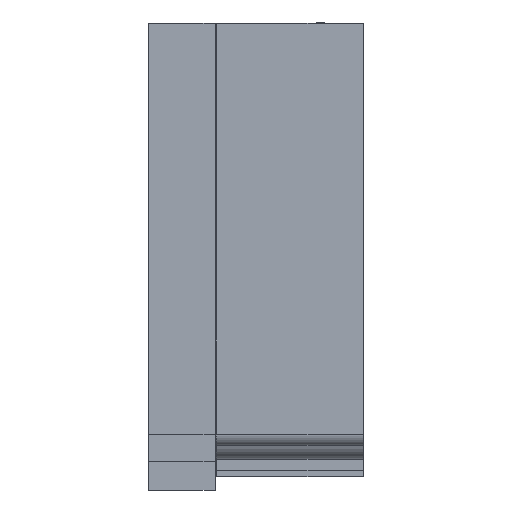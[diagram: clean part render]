
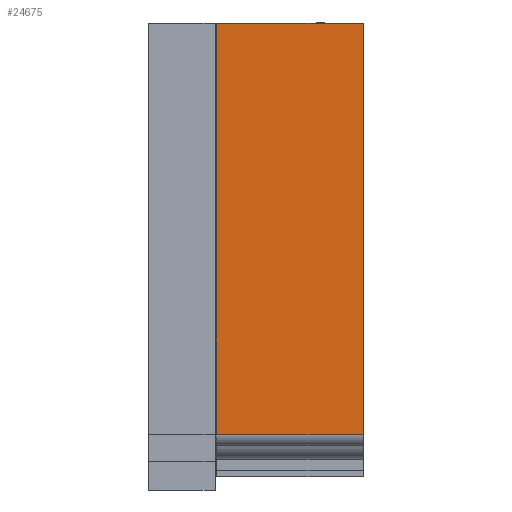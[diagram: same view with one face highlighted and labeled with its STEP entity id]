
A CAD part, front view. The second image highlights one B-rep face of the part: STEP entity #24675.
In plain terms, the highlighted planar face has unit normal (0, -1, 0).
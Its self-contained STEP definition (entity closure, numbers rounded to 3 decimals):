
#695 = VECTOR ( 'NONE', #3487, 1000. ) ;
#1143 = LINE ( 'NONE', #3486, #695 ) ;
#1983 = VECTOR ( 'NONE', #22706, 1000. ) ;
#3486 = CARTESIAN_POINT ( 'NONE',  ( 0., -47.443, 31.315 ) ) ;
#3487 = DIRECTION ( 'NONE',  ( 0., 0., -1. ) ) ;
#7954 = FACE_OUTER_BOUND ( 'NONE', #19414, .T. ) ;
#9482 = PLANE ( 'NONE',  #9825 ) ;
#9483 = CARTESIAN_POINT ( 'NONE',  ( 26.06, -47.443, 31.315 ) ) ;
#9484 = DIRECTION ( 'NONE',  ( 0., 1., 0. ) ) ;
#9485 = DIRECTION ( 'NONE',  ( 0., 0., 1. ) ) ;
#9825 = AXIS2_PLACEMENT_3D ( 'NONE', #9483, #9484, #9485 ) ;
#15766 = CARTESIAN_POINT ( 'NONE',  ( 0., -47.443, -41.584 ) ) ;
#15781 = CARTESIAN_POINT ( 'NONE',  ( 0., -47.443, 31.315 ) ) ;
#15916 = CARTESIAN_POINT ( 'NONE',  ( 26.06, -47.443, 31.315 ) ) ;
#15923 = CARTESIAN_POINT ( 'NONE',  ( 26.06, -47.443, -41.584 ) ) ;
#16575 = EDGE_CURVE ( 'NONE', #30152, #30159, #30248, .T. ) ;
#18195 = EDGE_CURVE ( 'NONE', #30152, #30017, #30463, .T. ) ;
#18196 = EDGE_CURVE ( 'NONE', #30159, #30002, #30464, .T. ) ;
#19093 = ORIENTED_EDGE ( 'NONE', *, *, #16575, .F. ) ;
#19096 = ORIENTED_EDGE ( 'NONE', *, *, #20564, .T. ) ;
#19097 = ORIENTED_EDGE ( 'NONE', *, *, #18196, .F. ) ;
#19099 = ORIENTED_EDGE ( 'NONE', *, *, #18195, .T. ) ;
#19414 = EDGE_LOOP ( 'NONE', ( #19096, #19097, #19093, #19099 ) ) ;
#20564 = EDGE_CURVE ( 'NONE', #30017, #30002, #1143, .T. ) ;
#22705 = CARTESIAN_POINT ( 'NONE',  ( 26.06, -47.443, 31.315 ) ) ;
#22706 = DIRECTION ( 'NONE',  ( 0., 0., -1. ) ) ;
#24675 = ADVANCED_FACE ( 'NONE', ( #7954 ), #9482, .F. ) ;
#27651 = CARTESIAN_POINT ( 'NONE',  ( 26.06, -47.443, 31.315 ) ) ;
#27652 = DIRECTION ( 'NONE',  ( -1., 0., 0. ) ) ;
#27653 = CARTESIAN_POINT ( 'NONE',  ( 26.06, -47.443, -41.584 ) ) ;
#27654 = DIRECTION ( 'NONE',  ( -1., 0., 0. ) ) ;
#30002 = VERTEX_POINT ( 'NONE', #15766 ) ;
#30017 = VERTEX_POINT ( 'NONE', #15781 ) ;
#30152 = VERTEX_POINT ( 'NONE', #15916 ) ;
#30159 = VERTEX_POINT ( 'NONE', #15923 ) ;
#30248 = LINE ( 'NONE', #22705, #1983 ) ;
#30463 = LINE ( 'NONE', #27651, #31201 ) ;
#30464 = LINE ( 'NONE', #27653, #31202 ) ;
#31201 = VECTOR ( 'NONE', #27652, 1000. ) ;
#31202 = VECTOR ( 'NONE', #27654, 1000. ) ;
